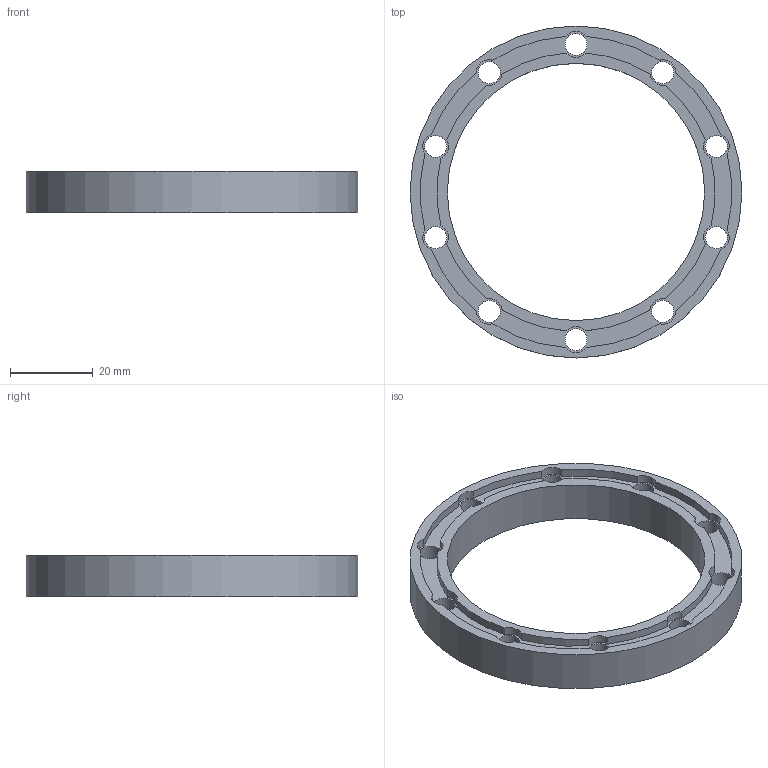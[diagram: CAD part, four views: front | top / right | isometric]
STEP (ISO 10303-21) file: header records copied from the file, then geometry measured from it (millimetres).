
FILE_DESCRIPTION(/* description */ (''),/* implementation_level */ '2;1');
FILE_NAME(/* name */ 'arc reactor led ring jig v1.step',/* time_stamp */ '2022-09-22T15:20:57+02:00',/* author */ (''),/* organization */ (''),/* preprocessor_version */ 'ST-DEVELOPER v19',/* originating_system */ 'Autodesk Translation Framework v11.7.0.108',/* authorisation */ '');
FILE_SCHEMA (('AUTOMOTIVE_DESIGN { 1 0 10303 214 3 1 1 }'));
Length unit declared in the file: millimetre
Products named in the file (1): arc reactor led ring jig
Bounding box: 80 x 80 x 10 mm (x, y, z)
Volume: 16379.3 mm3; surface area: 10286.9 mm2
Topology: 1 solids, 1 shells, 56 faces, 156 edges, 104 vertices
Faces by surface type: cylinder 52, plane 4
Full cylindrical faces by diameter (mm): 5.3 x10, 62 x1, 80 x1
Entity records: 1941 total; most frequent: DIRECTION 374, CARTESIAN_POINT 317, ORIENTED_EDGE 312, AXIS2_PLACEMENT_3D 161, EDGE_CURVE 156, CIRCLE 104, VERTEX_POINT 104, EDGE_LOOP 80
